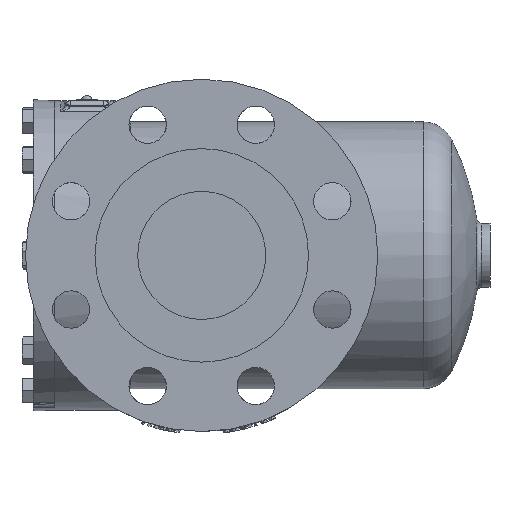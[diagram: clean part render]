
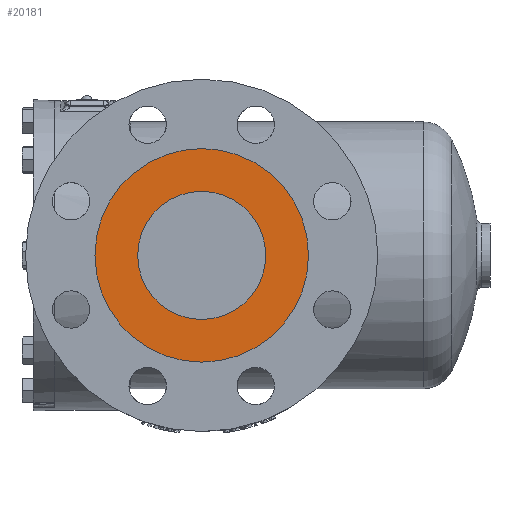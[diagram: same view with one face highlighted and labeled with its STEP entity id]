
A CAD part, left-side view. The second image highlights one B-rep face of the part: STEP entity #20181.
In plain terms, the highlighted planar face has unit normal (-1, 0, 0).
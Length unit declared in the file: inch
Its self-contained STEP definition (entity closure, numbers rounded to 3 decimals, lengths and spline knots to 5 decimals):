
#1670 = DIRECTION ( 'NONE',  ( 0., 0., -1. ) ) ;
#1992 = EDGE_CURVE ( 'NONE', #8356, #9457, #13228, .T. ) ;
#4615 = CARTESIAN_POINT ( 'NONE',  ( -6., 2.5, 0. ) ) ;
#5688 = CIRCLE ( 'NONE', #35053, 2.5 ) ;
#6821 = CARTESIAN_POINT ( 'NONE',  ( -6., 0., -1.5 ) ) ;
#7362 = DIRECTION ( 'NONE',  ( -1., 0., 0. ) ) ;
#8330 = CIRCLE ( 'NONE', #26701, 1.5 ) ;
#8356 = VERTEX_POINT ( 'NONE', #31799 ) ;
#9128 = DIRECTION ( 'NONE',  ( 1., 0., 0. ) ) ;
#9457 = VERTEX_POINT ( 'NONE', #40676 ) ;
#10421 = FACE_BOUND ( 'NONE', #14026, .T. ) ;
#13063 = PLANE ( 'NONE',  #41351 ) ;
#13228 = CIRCLE ( 'NONE', #37514, 2.5 ) ;
#13534 = VERTEX_POINT ( 'NONE', #6821 ) ;
#14026 = EDGE_LOOP ( 'NONE', ( #18017, #16921 ) ) ;
#16921 = ORIENTED_EDGE ( 'NONE', *, *, #53126, .F. ) ;
#17225 = DIRECTION ( 'NONE',  ( 0., 0., -1. ) ) ;
#17996 = CARTESIAN_POINT ( 'NONE',  ( -6., 0., 0. ) ) ;
#18017 = ORIENTED_EDGE ( 'NONE', *, *, #39438, .F. ) ;
#20181 = ADVANCED_FACE ( 'NONE', ( #10421, #21473 ), #13063, .F. ) ;
#21290 = EDGE_LOOP ( 'NONE', ( #23380, #51028 ) ) ;
#21473 = FACE_OUTER_BOUND ( 'NONE', #21290, .T. ) ;
#22201 = DIRECTION ( 'NONE',  ( 0., 0., -1. ) ) ;
#23380 = ORIENTED_EDGE ( 'NONE', *, *, #1992, .F. ) ;
#26309 = AXIS2_PLACEMENT_3D ( 'NONE', #17996, #47170, #22201 ) ;
#26672 = DIRECTION ( 'NONE',  ( 1., 0., 0. ) ) ;
#26701 = AXIS2_PLACEMENT_3D ( 'NONE', #32353, #7362, #36544 ) ;
#31799 = CARTESIAN_POINT ( 'NONE',  ( -6., 0., -2.5 ) ) ;
#31999 = CIRCLE ( 'NONE', #26309, 1.5 ) ;
#32353 = CARTESIAN_POINT ( 'NONE',  ( -6., 0., 0. ) ) ;
#34094 = CARTESIAN_POINT ( 'NONE',  ( -6., 0., 0. ) ) ;
#35053 = AXIS2_PLACEMENT_3D ( 'NONE', #34094, #9128, #38282 ) ;
#36544 = DIRECTION ( 'NONE',  ( 0., 0., -1. ) ) ;
#37514 = AXIS2_PLACEMENT_3D ( 'NONE', #51626, #26672, #1670 ) ;
#38282 = DIRECTION ( 'NONE',  ( 0., 0., -1. ) ) ;
#39438 = EDGE_CURVE ( 'NONE', #13534, #47485, #8330, .T. ) ;
#39568 = EDGE_CURVE ( 'NONE', #9457, #8356, #5688, .T. ) ;
#40676 = CARTESIAN_POINT ( 'NONE',  ( -6., 0., 2.5 ) ) ;
#41351 = AXIS2_PLACEMENT_3D ( 'NONE', #4615, #42210, #17225 ) ;
#42210 = DIRECTION ( 'NONE',  ( 1., 0., 0. ) ) ;
#47170 = DIRECTION ( 'NONE',  ( -1., 0., 0. ) ) ;
#47485 = VERTEX_POINT ( 'NONE', #51310 ) ;
#51028 = ORIENTED_EDGE ( 'NONE', *, *, #39568, .F. ) ;
#51310 = CARTESIAN_POINT ( 'NONE',  ( -6., 0., 1.5 ) ) ;
#51626 = CARTESIAN_POINT ( 'NONE',  ( -6., 0., 0. ) ) ;
#53126 = EDGE_CURVE ( 'NONE', #47485, #13534, #31999, .T. ) ;
